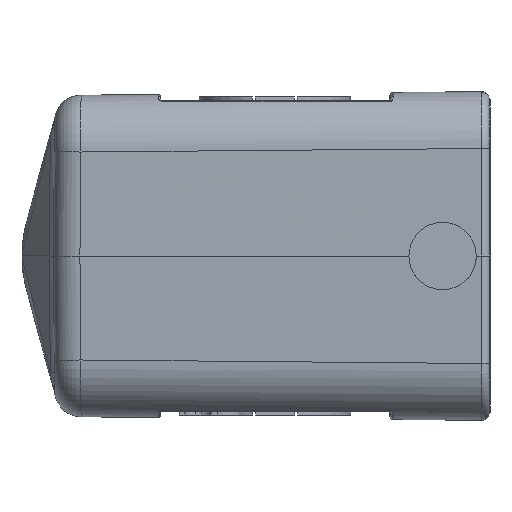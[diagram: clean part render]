
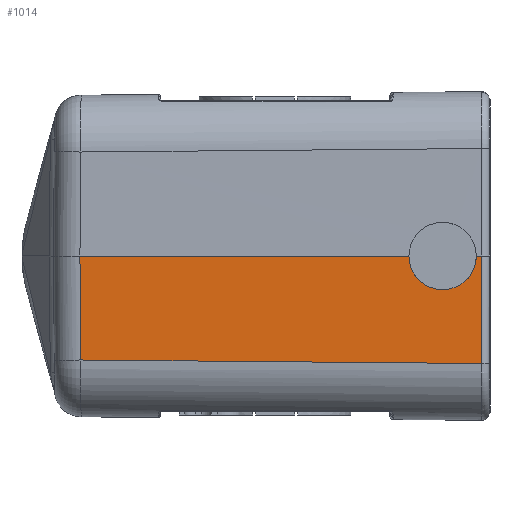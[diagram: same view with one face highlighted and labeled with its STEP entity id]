
A CAD part, left-side view. The second image highlights one B-rep face of the part: STEP entity #1014.
In plain terms, the highlighted planar face has unit normal (-1, 0.009, -0.009).
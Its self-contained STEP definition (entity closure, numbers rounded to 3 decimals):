
#445=FACE_OUTER_BOUND('',#2661,.T.);
#1014=ADVANCED_FACE('',(#445),#1558,.T.);
#1558=PLANE('',#10072);
#1938=B_SPLINE_CURVE_WITH_KNOTS('',3,(#14855,#14856,#14857,#14858),
 .UNSPECIFIED.,.F.,.F.,(4,4),(0.,1.),.UNSPECIFIED.);
#1939=B_SPLINE_CURVE_WITH_KNOTS('',3,(#14866,#14867,#14868,#14869,#14870,
#14871,#14872,#14873,#14874,#14875),.UNSPECIFIED.,.F.,.F.,(4,2,2,2,4),(0.,
0.25,0.5,0.75,1.),.UNSPECIFIED.);
#2661=EDGE_LOOP('',(#3601,#3602,#3603,#3604,#3605,#3606));
#3601=ORIENTED_EDGE('',*,*,#7304,.F.);
#3602=ORIENTED_EDGE('',*,*,#7303,.F.);
#3603=ORIENTED_EDGE('',*,*,#7305,.F.);
#3604=ORIENTED_EDGE('',*,*,#7306,.T.);
#3605=ORIENTED_EDGE('',*,*,#7307,.F.);
#3606=ORIENTED_EDGE('',*,*,#7308,.F.);
#6332=VERTEX_POINT('',#14838);
#6333=VERTEX_POINT('',#14852);
#6334=VERTEX_POINT('',#14859);
#6335=VERTEX_POINT('',#14861);
#6336=VERTEX_POINT('',#14863);
#6337=VERTEX_POINT('',#14865);
#7303=EDGE_CURVE('',#6332,#6333,#8598,.T.);
#7304=EDGE_CURVE('',#6333,#6334,#1938,.T.);
#7305=EDGE_CURVE('',#6335,#6332,#8599,.T.);
#7306=EDGE_CURVE('',#6335,#6336,#8600,.T.);
#7307=EDGE_CURVE('',#6337,#6336,#8601,.T.);
#7308=EDGE_CURVE('',#6334,#6337,#1939,.T.);
#8598=LINE('',#14853,#9338);
#8599=LINE('',#14860,#9339);
#8600=LINE('',#14862,#9340);
#8601=LINE('',#14864,#9341);
#9338=VECTOR('',#11024,1.);
#9339=VECTOR('',#11027,1.);
#9340=VECTOR('',#11028,1.);
#9341=VECTOR('',#11029,1.);
#10072=AXIS2_PLACEMENT_3D('',#14876,#11030,#11031);
#11024=DIRECTION('',(-0.009,0.009,1.));
#11027=DIRECTION('',(0.009,1.,0.009));
#11028=DIRECTION('',(-0.009,0.,1.));
#11029=DIRECTION('',(-0.009,-1.,0.));
#11030=DIRECTION('',(-1.,0.009,-0.009));
#11031=DIRECTION('',(-0.009,0.,1.));
#14838=CARTESIAN_POINT('',(-35.915,123.412,-13.6));
#14852=CARTESIAN_POINT('',(-36.033,123.531,0.));
#14853=CARTESIAN_POINT('',(-35.915,123.412,-13.6));
#14855=CARTESIAN_POINT('',(-36.033,123.531,0.));
#14856=CARTESIAN_POINT('',(-36.158,109.187,0.));
#14857=CARTESIAN_POINT('',(-36.283,94.844,0.));
#14858=CARTESIAN_POINT('',(-36.408,80.5,0.));
#14859=CARTESIAN_POINT('',(-36.408,80.5,0.));
#14860=CARTESIAN_POINT('',(-36.369,71.009,-14.057));
#14861=CARTESIAN_POINT('',(-36.369,71.009,-14.057));
#14862=CARTESIAN_POINT('',(-36.369,71.009,-14.057));
#14863=CARTESIAN_POINT('',(-36.491,71.009,0.));
#14864=CARTESIAN_POINT('',(-36.485,71.7,0.));
#14865=CARTESIAN_POINT('',(-36.485,71.7,0.));
#14866=CARTESIAN_POINT('',(-36.408,80.5,0.));
#14867=CARTESIAN_POINT('',(-36.398,80.5,-1.15));
#14868=CARTESIAN_POINT('',(-36.393,80.027,-2.293));
#14869=CARTESIAN_POINT('',(-36.393,78.403,-3.921));
#14870=CARTESIAN_POINT('',(-36.398,77.266,-4.397));
#14871=CARTESIAN_POINT('',(-36.418,74.958,-4.403));
#14872=CARTESIAN_POINT('',(-36.43,73.81,-3.93));
#14873=CARTESIAN_POINT('',(-36.455,72.176,-2.301));
#14874=CARTESIAN_POINT('',(-36.47,71.7,-1.154));
#14875=CARTESIAN_POINT('',(-36.485,71.7,0.));
#14876=CARTESIAN_POINT('',(-36.511,70.,1.225));
